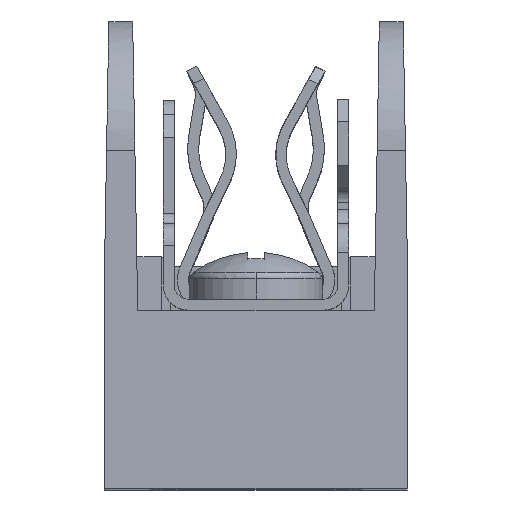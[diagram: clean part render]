
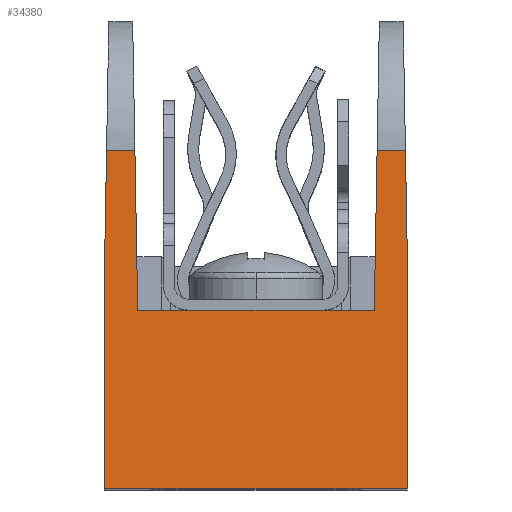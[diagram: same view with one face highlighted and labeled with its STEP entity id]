
A CAD part, top view. The second image highlights one B-rep face of the part: STEP entity #34380.
In plain terms, the highlighted planar face has unit normal (0, 0.035, 0.999).
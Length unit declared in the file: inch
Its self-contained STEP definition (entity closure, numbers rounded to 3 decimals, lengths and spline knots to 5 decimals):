
#1518 = LINE ( 'NONE', #28340, #1531 ) ;
#1531 = VECTOR ( 'NONE', #28341, 39.37008 ) ;
#1858 = LINE ( 'NONE', #28394, #1859 ) ;
#1859 = VECTOR ( 'NONE', #28395, 39.37008 ) ;
#1905 = VECTOR ( 'NONE', #28352, 39.37008 ) ;
#1967 = LINE ( 'NONE', #28345, #1905 ) ;
#4037 = EDGE_LOOP ( 'NONE', ( #6714, #6667, #6664, #6662, #6663, #6659, #6660, #6656, #6658, #6653 ) ) ;
#6653 = ORIENTED_EDGE ( 'NONE', *, *, #19754, .F. ) ;
#6656 = ORIENTED_EDGE ( 'NONE', *, *, #19209, .T. ) ;
#6658 = ORIENTED_EDGE ( 'NONE', *, *, #19759, .F. ) ;
#6659 = ORIENTED_EDGE ( 'NONE', *, *, #19921, .T. ) ;
#6660 = ORIENTED_EDGE ( 'NONE', *, *, #19856, .F. ) ;
#6662 = ORIENTED_EDGE ( 'NONE', *, *, #19777, .T. ) ;
#6663 = ORIENTED_EDGE ( 'NONE', *, *, #19260, .F. ) ;
#6664 = ORIENTED_EDGE ( 'NONE', *, *, #20080, .F. ) ;
#6667 = ORIENTED_EDGE ( 'NONE', *, *, #19897, .T. ) ;
#6714 = ORIENTED_EDGE ( 'NONE', *, *, #19901, .F. ) ;
#7286 = VERTEX_POINT ( 'NONE', #26063 ) ;
#8983 = PLANE ( 'NONE',  #30499 ) ;
#9020 = CARTESIAN_POINT ( 'NONE',  ( 0.425, 0., 1.525 ) ) ;
#9022 = DIRECTION ( 'NONE',  ( 0., -0.035, -0.999 ) ) ;
#9024 = DIRECTION ( 'NONE',  ( 0., 0.999, -0.035 ) ) ;
#12265 = VERTEX_POINT ( 'NONE', #32568 ) ;
#12267 = VERTEX_POINT ( 'NONE', #32569 ) ;
#12595 = VERTEX_POINT ( 'NONE', #32614 ) ;
#12782 = VERTEX_POINT ( 'NONE', #32635 ) ;
#13047 = VERTEX_POINT ( 'NONE', #32653 ) ;
#13851 = VERTEX_POINT ( 'NONE', #32659 ) ;
#19209 = EDGE_CURVE ( 'NONE', #12265, #13047, #29839, .T. ) ;
#19260 = EDGE_CURVE ( 'NONE', #12267, #12595, #37473, .T. ) ;
#19754 = EDGE_CURVE ( 'NONE', #24710, #24670, #1518, .T. ) ;
#19759 = EDGE_CURVE ( 'NONE', #24670, #13047, #1967, .T. ) ;
#19777 = EDGE_CURVE ( 'NONE', #12782, #12595, #1858, .T. ) ;
#19856 = EDGE_CURVE ( 'NONE', #12265, #13851, #24395, .T. ) ;
#19897 = EDGE_CURVE ( 'NONE', #7286, #24630, #24512, .T. ) ;
#19901 = EDGE_CURVE ( 'NONE', #7286, #24710, #24391, .T. ) ;
#19921 = EDGE_CURVE ( 'NONE', #12267, #13851, #24401, .T. ) ;
#20080 = EDGE_CURVE ( 'NONE', #12782, #24630, #20894, .T. ) ;
#20830 = VECTOR ( 'NONE', #29094, 39.37008 ) ;
#20894 = LINE ( 'NONE', #29093, #20830 ) ;
#21347 = FACE_OUTER_BOUND ( 'NONE', #4037, .T. ) ;
#22306 = CARTESIAN_POINT ( 'NONE',  ( 0.34016, 0.94809, 1.49189 ) ) ;
#22324 = CARTESIAN_POINT ( 'NONE',  ( 0.425, 0., 1.525 ) ) ;
#22335 = CARTESIAN_POINT ( 'NONE',  ( 0.425, 0.65, 1.5023 ) ) ;
#24317 = VECTOR ( 'NONE', #28688, 39.37008 ) ;
#24333 = VECTOR ( 'NONE', #28724, 39.37008 ) ;
#24391 = LINE ( 'NONE', #28681, #24317 ) ;
#24395 = LINE ( 'NONE', #28577, #24500 ) ;
#24401 = LINE ( 'NONE', #28729, #24333 ) ;
#24500 = VECTOR ( 'NONE', #28578, 39.37008 ) ;
#24512 = LINE ( 'NONE', #28677, #24544 ) ;
#24544 = VECTOR ( 'NONE', #28678, 39.37008 ) ;
#24630 = VERTEX_POINT ( 'NONE', #22306 ) ;
#24670 = VERTEX_POINT ( 'NONE', #22324 ) ;
#24710 = VERTEX_POINT ( 'NONE', #22335 ) ;
#26063 = CARTESIAN_POINT ( 'NONE',  ( 0.4198, 0.94809, 1.49189 ) ) ;
#28340 = CARTESIAN_POINT ( 'NONE',  ( 0.425, 0., 1.525 ) ) ;
#28341 = DIRECTION ( 'NONE',  ( 0., -0.999, 0.035 ) ) ;
#28345 = CARTESIAN_POINT ( 'NONE',  ( 0.425, 0., 1.525 ) ) ;
#28352 = DIRECTION ( 'NONE',  ( -1., 0., 0. ) ) ;
#28394 = CARTESIAN_POINT ( 'NONE',  ( 0.425, 0.5, 1.50754 ) ) ;
#28395 = DIRECTION ( 'NONE',  ( -1., 0., 0. ) ) ;
#28577 = CARTESIAN_POINT ( 'NONE',  ( -0.425, 0.65, 1.5023 ) ) ;
#28578 = DIRECTION ( 'NONE',  ( 0.017, 0.999, -0.035 ) ) ;
#28677 = CARTESIAN_POINT ( 'NONE',  ( 0.425, 0.94809, 1.49189 ) ) ;
#28678 = DIRECTION ( 'NONE',  ( -1., 0., 0. ) ) ;
#28681 = CARTESIAN_POINT ( 'NONE',  ( 0.425, 0.65, 1.5023 ) ) ;
#28688 = DIRECTION ( 'NONE',  ( 0.017, -0.999, 0.035 ) ) ;
#28724 = DIRECTION ( 'NONE',  ( -1., 0., 0. ) ) ;
#28729 = CARTESIAN_POINT ( 'NONE',  ( 0.425, 0.94809, 1.49189 ) ) ;
#29093 = CARTESIAN_POINT ( 'NONE',  ( 0.34647, 1.3092, 1.47928 ) ) ;
#29094 = DIRECTION ( 'NONE',  ( 0.017, 0.999, -0.035 ) ) ;
#29720 = VECTOR ( 'NONE', #31551, 39.37008 ) ;
#29839 = LINE ( 'NONE', #31549, #29720 ) ;
#30499 = AXIS2_PLACEMENT_3D ( 'NONE', #9020, #9022, #9024 ) ;
#31549 = CARTESIAN_POINT ( 'NONE',  ( -0.425, 0., 1.525 ) ) ;
#31551 = DIRECTION ( 'NONE',  ( 0., -0.999, 0.035 ) ) ;
#31656 = CARTESIAN_POINT ( 'NONE',  ( -0.34647, 1.3092, 1.47928 ) ) ;
#31662 = DIRECTION ( 'NONE',  ( 0.017, -0.999, 0.035 ) ) ;
#32568 = CARTESIAN_POINT ( 'NONE',  ( -0.425, 0.65, 1.5023 ) ) ;
#32569 = CARTESIAN_POINT ( 'NONE',  ( -0.34016, 0.94809, 1.49189 ) ) ;
#32614 = CARTESIAN_POINT ( 'NONE',  ( -0.33234, 0.5, 1.50754 ) ) ;
#32635 = CARTESIAN_POINT ( 'NONE',  ( 0.33234, 0.5, 1.50754 ) ) ;
#32653 = CARTESIAN_POINT ( 'NONE',  ( -0.425, 0., 1.525 ) ) ;
#32659 = CARTESIAN_POINT ( 'NONE',  ( -0.4198, 0.94809, 1.49189 ) ) ;
#34380 = ADVANCED_FACE ( 'NONE', ( #21347 ), #8983, .F. ) ;
#37473 = LINE ( 'NONE', #31656, #37475 ) ;
#37475 = VECTOR ( 'NONE', #31662, 39.37008 ) ;
